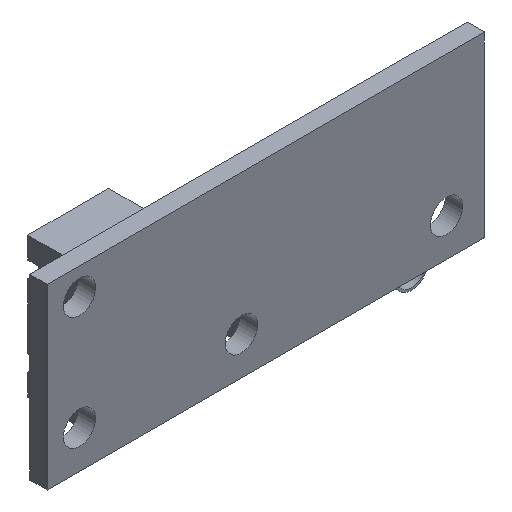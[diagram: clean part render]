
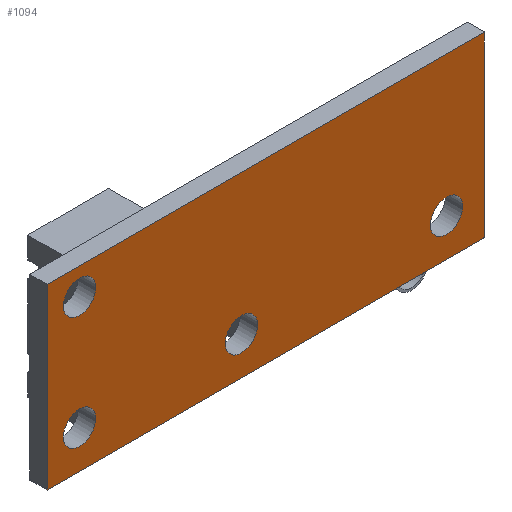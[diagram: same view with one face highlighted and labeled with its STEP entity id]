
A CAD part, isometric view. The second image highlights one B-rep face of the part: STEP entity #1094.
In plain terms, the highlighted planar face has unit normal (0, -1, 0).
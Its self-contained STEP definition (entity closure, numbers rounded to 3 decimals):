
#975=CARTESIAN_POINT('',(0.0,0.0,0.0));
#976=DIRECTION('',(0.0,-1.0,0.0));
#977=DIRECTION('',(0.0,0.0,-1.0));
#978=AXIS2_PLACEMENT_3D('',#975,#976,#977);
#979=PLANE('',#978);
#980=CARTESIAN_POINT('',(-2.25,0.0,-3.25));
#981=VERTEX_POINT('',#980);
#982=CARTESIAN_POINT('',(-2.25,0.0,-6.25));
#983=VERTEX_POINT('',#982);
#984=CARTESIAN_POINT('',(-2.25,0.0,-4.75));
#985=DIRECTION('',(0.0,1.0,0.0));
#986=DIRECTION('',(0.0,-0.0,1.0));
#987=AXIS2_PLACEMENT_3D('',#984,#985,#986);
#988=CIRCLE('',#987,1.5);
#989=EDGE_CURVE('',#981,#983,#988,.T.);
#990=ORIENTED_EDGE('',*,*,#989,.T.);
#991=CARTESIAN_POINT('',(-2.25,0.0,-4.75));
#992=DIRECTION('',(0.0,1.0,0.0));
#993=DIRECTION('',(0.0,-0.0,1.0));
#994=AXIS2_PLACEMENT_3D('',#991,#992,#993);
#995=CIRCLE('',#994,1.5);
#996=EDGE_CURVE('',#983,#981,#995,.T.);
#997=ORIENTED_EDGE('',*,*,#996,.T.);
#998=EDGE_LOOP('',(#990,#997));
#999=FACE_BOUND('',#998,.T.);
#1000=CARTESIAN_POINT('',(-17.25,0.0,7.25));
#1001=VERTEX_POINT('',#1000);
#1002=CARTESIAN_POINT('',(-17.25,0.0,4.25));
#1003=VERTEX_POINT('',#1002);
#1004=CARTESIAN_POINT('',(-17.25,0.0,5.75));
#1005=DIRECTION('',(0.0,1.0,0.0));
#1006=DIRECTION('',(0.0,-0.0,1.0));
#1007=AXIS2_PLACEMENT_3D('',#1004,#1005,#1006);
#1008=CIRCLE('',#1007,1.5);
#1009=EDGE_CURVE('',#1001,#1003,#1008,.T.);
#1010=ORIENTED_EDGE('',*,*,#1009,.T.);
#1011=CARTESIAN_POINT('',(-17.25,0.0,5.75));
#1012=DIRECTION('',(0.0,1.0,0.0));
#1013=DIRECTION('',(0.0,-0.0,1.0));
#1014=AXIS2_PLACEMENT_3D('',#1011,#1012,#1013);
#1015=CIRCLE('',#1014,1.5);
#1016=EDGE_CURVE('',#1003,#1001,#1015,.T.);
#1017=ORIENTED_EDGE('',*,*,#1016,.T.);
#1018=EDGE_LOOP('',(#1010,#1017));
#1019=FACE_BOUND('',#1018,.T.);
#1020=CARTESIAN_POINT('',(20.25,0.0,8.25));
#1021=VERTEX_POINT('',#1020);
#1022=CARTESIAN_POINT('',(20.25,0.0,-8.25));
#1023=VERTEX_POINT('',#1022);
#1024=CARTESIAN_POINT('',(20.25,0.0,8.25));
#1025=DIRECTION('',(0.0,0.0,-1.0));
#1026=VECTOR('',#1025,16.5);
#1027=LINE('',#1024,#1026);
#1028=EDGE_CURVE('',#1021,#1023,#1027,.T.);
#1029=ORIENTED_EDGE('',*,*,#1028,.F.);
#1030=CARTESIAN_POINT('',(-20.25,0.0,8.25));
#1031=VERTEX_POINT('',#1030);
#1032=CARTESIAN_POINT('',(-20.25,0.0,8.25));
#1033=DIRECTION('',(1.0,0.0,-0.0));
#1034=VECTOR('',#1033,40.5);
#1035=LINE('',#1032,#1034);
#1036=EDGE_CURVE('',#1031,#1021,#1035,.T.);
#1037=ORIENTED_EDGE('',*,*,#1036,.F.);
#1038=CARTESIAN_POINT('',(-20.25,0.0,-8.25));
#1039=VERTEX_POINT('',#1038);
#1040=CARTESIAN_POINT('',(-20.25,0.0,-8.25));
#1041=DIRECTION('',(0.0,0.0,1.0));
#1042=VECTOR('',#1041,16.5);
#1043=LINE('',#1040,#1042);
#1044=EDGE_CURVE('',#1039,#1031,#1043,.T.);
#1045=ORIENTED_EDGE('',*,*,#1044,.F.);
#1046=CARTESIAN_POINT('',(20.25,0.0,-8.25));
#1047=DIRECTION('',(-1.0,0.0,0.0));
#1048=VECTOR('',#1047,40.5);
#1049=LINE('',#1046,#1048);
#1050=EDGE_CURVE('',#1023,#1039,#1049,.T.);
#1051=ORIENTED_EDGE('',*,*,#1050,.F.);
#1052=EDGE_LOOP('',(#1029,#1037,#1045,#1051));
#1053=FACE_BOUND('',#1052,.T.);
#1054=CARTESIAN_POINT('',(-17.25,0.0,-3.25));
#1055=VERTEX_POINT('',#1054);
#1056=CARTESIAN_POINT('',(-17.25,0.0,-6.25));
#1057=VERTEX_POINT('',#1056);
#1058=CARTESIAN_POINT('',(-17.25,0.0,-4.75));
#1059=DIRECTION('',(0.0,1.0,0.0));
#1060=DIRECTION('',(0.0,-0.0,1.0));
#1061=AXIS2_PLACEMENT_3D('',#1058,#1059,#1060);
#1062=CIRCLE('',#1061,1.5);
#1063=EDGE_CURVE('',#1055,#1057,#1062,.T.);
#1064=ORIENTED_EDGE('',*,*,#1063,.T.);
#1065=CARTESIAN_POINT('',(-17.25,0.0,-4.75));
#1066=DIRECTION('',(0.0,1.0,0.0));
#1067=DIRECTION('',(0.0,-0.0,1.0));
#1068=AXIS2_PLACEMENT_3D('',#1065,#1066,#1067);
#1069=CIRCLE('',#1068,1.5);
#1070=EDGE_CURVE('',#1057,#1055,#1069,.T.);
#1071=ORIENTED_EDGE('',*,*,#1070,.T.);
#1072=EDGE_LOOP('',(#1064,#1071));
#1073=FACE_BOUND('',#1072,.T.);
#1074=CARTESIAN_POINT('',(16.75,0.0,-3.25));
#1075=VERTEX_POINT('',#1074);
#1076=CARTESIAN_POINT('',(16.75,0.0,-6.25));
#1077=VERTEX_POINT('',#1076);
#1078=CARTESIAN_POINT('',(16.75,0.0,-4.75));
#1079=DIRECTION('',(0.0,1.0,0.0));
#1080=DIRECTION('',(0.0,-0.0,1.0));
#1081=AXIS2_PLACEMENT_3D('',#1078,#1079,#1080);
#1082=CIRCLE('',#1081,1.5);
#1083=EDGE_CURVE('',#1075,#1077,#1082,.T.);
#1084=ORIENTED_EDGE('',*,*,#1083,.T.);
#1085=CARTESIAN_POINT('',(16.75,0.0,-4.75));
#1086=DIRECTION('',(0.0,1.0,0.0));
#1087=DIRECTION('',(0.0,-0.0,1.0));
#1088=AXIS2_PLACEMENT_3D('',#1085,#1086,#1087);
#1089=CIRCLE('',#1088,1.5);
#1090=EDGE_CURVE('',#1077,#1075,#1089,.T.);
#1091=ORIENTED_EDGE('',*,*,#1090,.T.);
#1092=EDGE_LOOP('',(#1084,#1091));
#1093=FACE_BOUND('',#1092,.T.);
#1094=ADVANCED_FACE('',(#999,#1019,#1053,#1073,#1093),#979,.T.);
